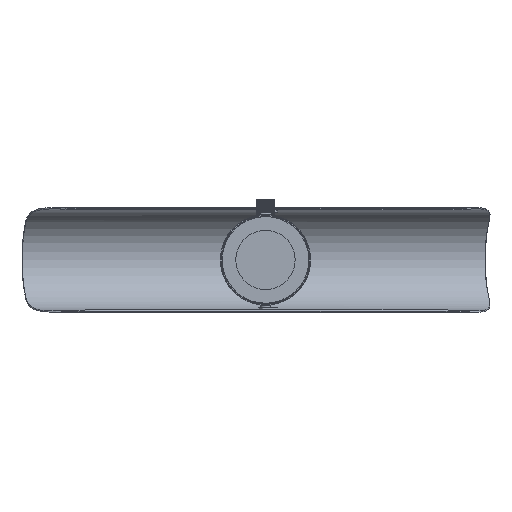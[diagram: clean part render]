
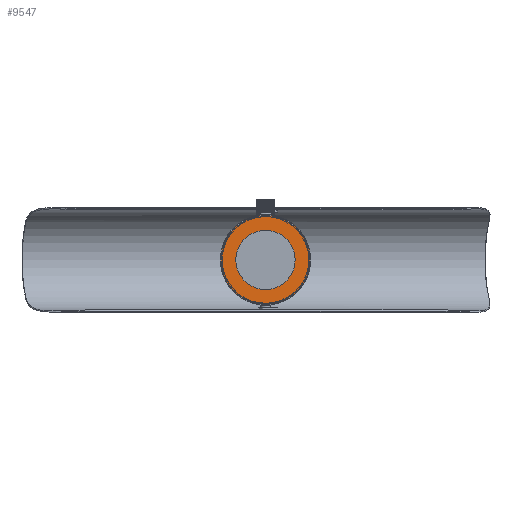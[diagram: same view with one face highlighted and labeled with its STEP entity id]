
A CAD part, front view. The second image highlights one B-rep face of the part: STEP entity #9547.
In plain terms, the highlighted planar face has unit normal (0, -1, 0).
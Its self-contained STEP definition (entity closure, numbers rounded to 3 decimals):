
#364 = DIRECTION ( 'NONE',  ( 0., 1., 0. ) ) ;
#1168 = CIRCLE ( 'NONE', #14734, 37.5 ) ;
#1412 = DIRECTION ( 'NONE',  ( 0., 1., 0. ) ) ;
#1463 = EDGE_CURVE ( 'NONE', #10054, #10054, #1168, .T. ) ;
#1562 = CARTESIAN_POINT ( 'NONE',  ( 0., 0., 25. ) ) ;
#2626 = AXIS2_PLACEMENT_3D ( 'NONE', #11525, #1412, #8940 ) ;
#3067 = EDGE_LOOP ( 'NONE', ( #4304 ) ) ;
#4304 = ORIENTED_EDGE ( 'NONE', *, *, #15775, .T. ) ;
#5551 = FACE_BOUND ( 'NONE', #3067, .T. ) ;
#5668 = DIRECTION ( 'NONE',  ( 0., 0., 1. ) ) ;
#7539 = FACE_OUTER_BOUND ( 'NONE', #11814, .T. ) ;
#8182 = CARTESIAN_POINT ( 'NONE',  ( 0., 0., 0. ) ) ;
#8227 = DIRECTION ( 'NONE',  ( 0., 0., 1. ) ) ;
#8705 = CIRCLE ( 'NONE', #2626, 25. ) ;
#8922 = CARTESIAN_POINT ( 'NONE',  ( 0., 0., 37.5 ) ) ;
#8940 = DIRECTION ( 'NONE',  ( 0., 0., 1. ) ) ;
#9434 = CARTESIAN_POINT ( 'NONE',  ( 0., 0., 0. ) ) ;
#9547 = ADVANCED_FACE ( 'NONE', ( #7539, #5551 ), #14263, .F. ) ;
#10054 = VERTEX_POINT ( 'NONE', #8922 ) ;
#10707 = DIRECTION ( 'NONE',  ( 0., 1., 0. ) ) ;
#11525 = CARTESIAN_POINT ( 'NONE',  ( 0., 0., 0. ) ) ;
#11814 = EDGE_LOOP ( 'NONE', ( #12537 ) ) ;
#12396 = VERTEX_POINT ( 'NONE', #1562 ) ;
#12537 = ORIENTED_EDGE ( 'NONE', *, *, #1463, .F. ) ;
#14263 = PLANE ( 'NONE',  #16190 ) ;
#14734 = AXIS2_PLACEMENT_3D ( 'NONE', #9434, #10707, #8227 ) ;
#15775 = EDGE_CURVE ( 'NONE', #12396, #12396, #8705, .T. ) ;
#16190 = AXIS2_PLACEMENT_3D ( 'NONE', #8182, #364, #5668 ) ;
